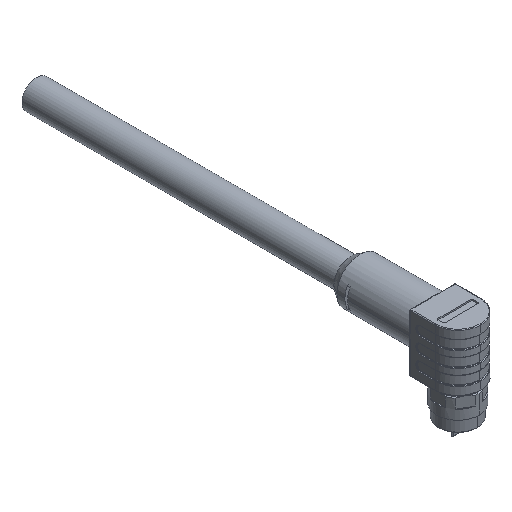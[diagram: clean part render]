
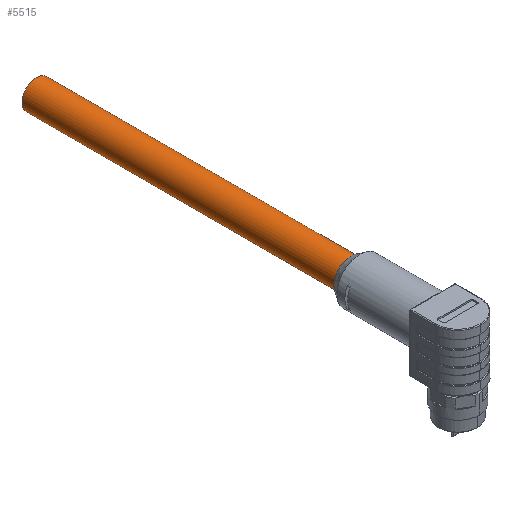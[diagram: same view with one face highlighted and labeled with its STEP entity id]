
A CAD part, isometric view. The second image highlights one B-rep face of the part: STEP entity #5515.
In plain terms, the highlighted cylindrical face has radius 3.25 mm (diameter 6.5 mm), a partial arc.
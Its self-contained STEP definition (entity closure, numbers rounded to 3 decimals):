
#5384=AXIS2_PLACEMENT_3D('Circle Axis2P3D',#5382,#5383,$) ;
#5407=AXIS2_PLACEMENT_3D('Circle Axis2P3D',#5405,#5406,$) ;
#5473=AXIS2_PLACEMENT_3D('Cylinder Axis2P3D',#5470,#5471,#5472) ;
#5497=AXIS2_PLACEMENT_3D('Circle Axis2P3D',#5495,#5496,$) ;
#5382=CARTESIAN_POINT('Axis2P3D Location',(5.15,29.3,18.65)) ;
#5386=CARTESIAN_POINT('Vertex',(1.9,29.3,18.65)) ;
#5388=CARTESIAN_POINT('Vertex',(2.852,29.3,16.352)) ;
#5402=CARTESIAN_POINT('Vertex',(7.448,29.3,20.948)) ;
#5405=CARTESIAN_POINT('Axis2P3D Location',(5.15,29.3,18.65)) ;
#5470=CARTESIAN_POINT('Axis2P3D Location',(5.15,79.774,18.65)) ;
#5475=CARTESIAN_POINT('Line Origine',(7.448,79.774,20.948)) ;
#5479=CARTESIAN_POINT('Vertex',(7.448,100.298,20.948)) ;
#5483=CARTESIAN_POINT('Control Point',(7.448,100.298,20.948)) ;
#5484=CARTESIAN_POINT('Control Point',(6.907,100.298,21.49)) ;
#5485=CARTESIAN_POINT('Control Point',(6.206,100.298,21.872)) ;
#5486=CARTESIAN_POINT('Control Point',(5.408,100.298,22.03)) ;
#5487=CARTESIAN_POINT('Control Point',(3.82,100.298,21.861)) ;
#5488=CARTESIAN_POINT('Control Point',(2.578,100.298,20.858)) ;
#5489=CARTESIAN_POINT('Control Point',(2.126,100.298,20.182)) ;
#5490=CARTESIAN_POINT('Control Point',(1.9,100.298,19.416)) ;
#5491=CARTESIAN_POINT('Control Point',(1.9,100.298,18.65)) ;
#5492=CARTESIAN_POINT('Vertex',(1.9,100.298,18.65)) ;
#5495=CARTESIAN_POINT('Axis2P3D Location',(5.15,100.298,18.65)) ;
#5499=CARTESIAN_POINT('Vertex',(2.852,100.298,16.352)) ;
#5502=CARTESIAN_POINT('Line Origine',(2.852,79.774,16.352)) ;
#5383=DIRECTION('Axis2P3D Direction',(0.,-1.,0.)) ;
#5406=DIRECTION('Axis2P3D Direction',(0.,-1.,0.)) ;
#5471=DIRECTION('Axis2P3D Direction',(0.,-1.,0.)) ;
#5472=DIRECTION('Axis2P3D XDirection',(0.707,0.,0.707)) ;
#5476=DIRECTION('Vector Direction',(0.,-1.,0.)) ;
#5496=DIRECTION('Axis2P3D Direction',(0.,-1.,0.)) ;
#5503=DIRECTION('Vector Direction',(0.,-1.,0.)) ;
#5477=VECTOR('Line Direction',#5476,1.) ;
#5504=VECTOR('Line Direction',#5503,1.) ;
#5508=ORIENTED_EDGE('',*,*,#5481,.F.) ;
#5509=ORIENTED_EDGE('',*,*,#5494,.T.) ;
#5510=ORIENTED_EDGE('',*,*,#5501,.T.) ;
#5511=ORIENTED_EDGE('',*,*,#5506,.F.) ;
#5512=ORIENTED_EDGE('',*,*,#5390,.F.) ;
#5513=ORIENTED_EDGE('',*,*,#5409,.F.) ;
#5515=ADVANCED_FACE('Hauptkoerper',(#5514),#5474,.T.) ;
#5482=B_SPLINE_CURVE_WITH_KNOTS('',5,(#5483,#5484,#5485,#5486,#5487,#5488,#5489,#5490,#5491),.UNSPECIFIED.,.F.,.U.,(6,3,6),(-3.829,0.,3.829),.UNSPECIFIED.) ;
#5385=CIRCLE('generated circle',#5384,3.25) ;
#5408=CIRCLE('generated circle',#5407,3.25) ;
#5498=CIRCLE('generated circle',#5497,3.25) ;
#5474=CYLINDRICAL_SURFACE('generated cylinder',#5473,3.25) ;
#5390=EDGE_CURVE('',#5387,#5389,#5385,.T.) ;
#5409=EDGE_CURVE('',#5403,#5387,#5408,.T.) ;
#5481=EDGE_CURVE('',#5480,#5403,#5478,.T.) ;
#5494=EDGE_CURVE('',#5480,#5493,#5482,.T.) ;
#5501=EDGE_CURVE('',#5493,#5500,#5498,.T.) ;
#5506=EDGE_CURVE('',#5389,#5500,#5505,.F.) ;
#5507=EDGE_LOOP('',(#5508,#5509,#5510,#5511,#5512,#5513)) ;
#5514=FACE_OUTER_BOUND('',#5507,.T.) ;
#5478=LINE('Line',#5475,#5477) ;
#5505=LINE('Line',#5502,#5504) ;
#5387=VERTEX_POINT('',#5386) ;
#5389=VERTEX_POINT('',#5388) ;
#5403=VERTEX_POINT('',#5402) ;
#5480=VERTEX_POINT('',#5479) ;
#5493=VERTEX_POINT('',#5492) ;
#5500=VERTEX_POINT('',#5499) ;
